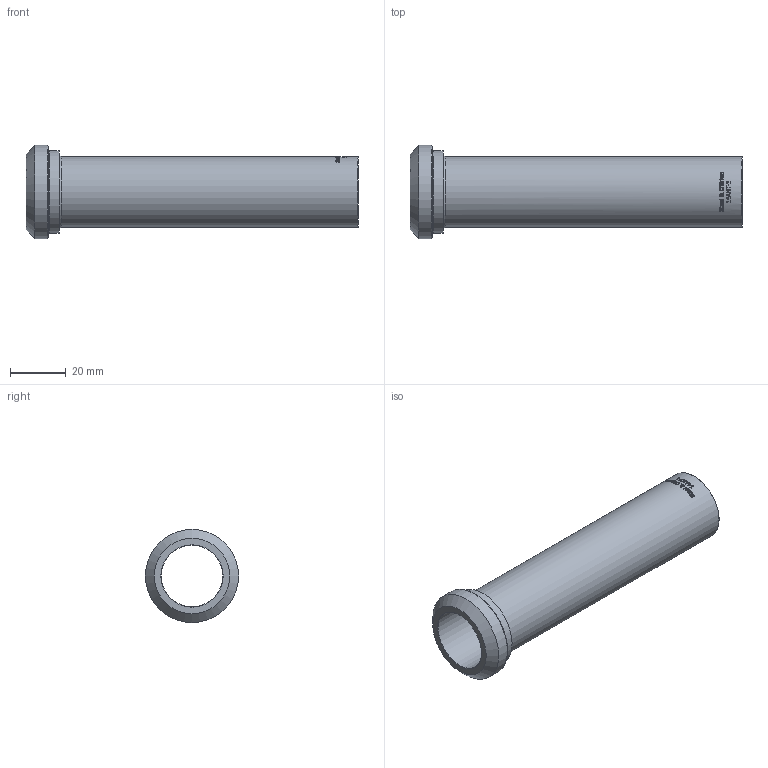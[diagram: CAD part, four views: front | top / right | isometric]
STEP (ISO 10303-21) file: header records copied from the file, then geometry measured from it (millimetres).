
FILE_DESCRIPTION(/* description */ (''),/* implementation_level */ '2;1');
FILE_NAME(/* name */ '14AHT-1.stp',/* time_stamp */ '2021-08-30T15:41:14-04:00',/* author */ ('rick'),/* organization */ (''),/* preprocessor_version */ 'ST-DEVELOPER v18',/* originating_system */ 'Autodesk Inventor 2020',/* authorisation */ '');
FILE_SCHEMA (('AUTOMOTIVE_DESIGN { 1 0 10303 214 3 1 1 }'));
Length unit declared in the file: inch
Products named in the file (1): 14AHT-1
Bounding box: 119.08 x 33.43 x 33.43 mm (x, y, z)
Volume: 17827 mm3; surface area: 18743.9 mm2
Topology: 1 solids, 1 shells, 316 faces, 857 edges, 576 vertices
Faces by surface type: plane 153, bspline 121, cylinder 35, torus 6, cone 1
Full cylindrical faces by diameter (mm): 22.098 x1, 25.4 x1, 29.515 x1, 33.426 x1
Entity records: 12654 total; most frequent: CARTESIAN_POINT 5207, ORIENTED_EDGE 1714, DIRECTION 1221, EDGE_CURVE 857, VERTEX_POINT 576, AXIS2_PLACEMENT_3D 410, LINE 401, VECTOR 401
